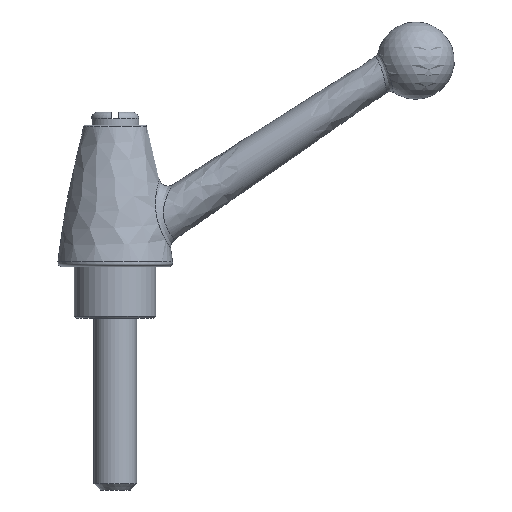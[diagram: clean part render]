
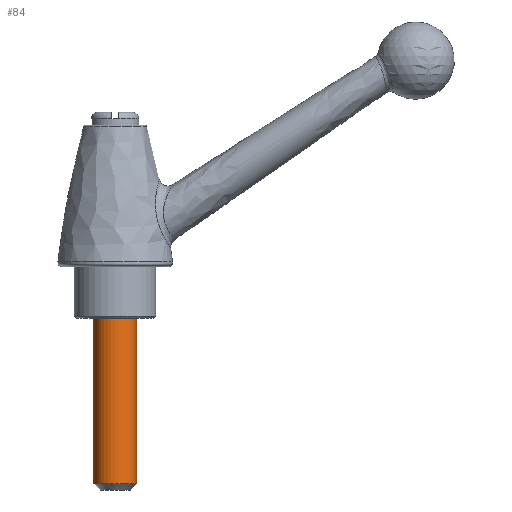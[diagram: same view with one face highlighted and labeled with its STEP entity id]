
A CAD part, front view. The second image highlights one B-rep face of the part: STEP entity #84.
In plain terms, the highlighted cylindrical face has radius 5 mm (diameter 10 mm), a full revolution.
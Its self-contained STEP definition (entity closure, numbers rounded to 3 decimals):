
#84 = ADVANCED_FACE( '', ( #183, #184 ), #185, .T. );
#183 = FACE_OUTER_BOUND( '', #3098, .T. );
#184 = FACE_OUTER_BOUND( '', #3099, .T. );
#185 = CYLINDRICAL_SURFACE( '', #3100, 5. );
#3098 = EDGE_LOOP( '', ( #5198 ) );
#3099 = EDGE_LOOP( '', ( #5199 ) );
#3100 = AXIS2_PLACEMENT_3D( '', #5200, #5201, #5202 );
#5198 = ORIENTED_EDGE( '', *, *, #5296, .T. );
#5199 = ORIENTED_EDGE( '', *, *, #5279, .T. );
#5200 = CARTESIAN_POINT( '', ( 0., 0., -52. ) );
#5201 = DIRECTION( '', ( 0., 0., -1. ) );
#5202 = DIRECTION( '', ( 0., -1., 0. ) );
#5279 = EDGE_CURVE( '', #5354, #5354, #5355, .F. );
#5296 = EDGE_CURVE( '', #5378, #5378, #5379, .F. );
#5354 = VERTEX_POINT( '', #6195 );
#5355 = CIRCLE( '', #6196, 5. );
#5378 = VERTEX_POINT( '', #7591 );
#5379 = CIRCLE( '', #7592, 5. );
#6195 = CARTESIAN_POINT( '', ( 0., -5., -12. ) );
#6196 = AXIS2_PLACEMENT_3D( '', #7641, #7642, #7643 );
#7591 = CARTESIAN_POINT( '', ( 0., 5., -50.5 ) );
#7592 = AXIS2_PLACEMENT_3D( '', #7649, #7650, #7651 );
#7641 = CARTESIAN_POINT( '', ( 0., 0., -12. ) );
#7642 = DIRECTION( '', ( 0., 0., 1. ) );
#7643 = DIRECTION( '', ( 0., -1., 0. ) );
#7649 = CARTESIAN_POINT( '', ( 0., 0., -50.5 ) );
#7650 = DIRECTION( '', ( 0., 0., -1. ) );
#7651 = DIRECTION( '', ( 0., 1., 0. ) );
